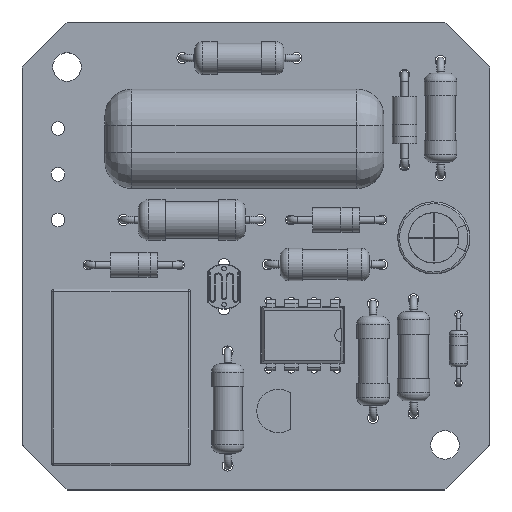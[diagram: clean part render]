
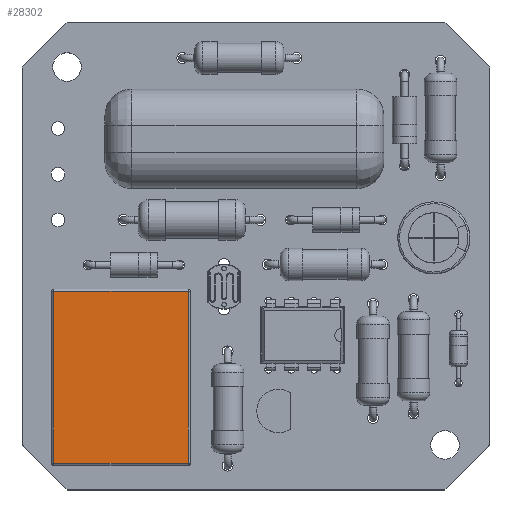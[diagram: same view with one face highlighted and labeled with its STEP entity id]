
A CAD part, top view. The second image highlights one B-rep face of the part: STEP entity #28302.
In plain terms, the highlighted planar face has unit normal (0, 0, 1).
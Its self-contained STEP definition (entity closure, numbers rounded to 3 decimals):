
#24475 = CYLINDRICAL_SURFACE('',#24476,0.25);
#24476 = AXIS2_PLACEMENT_3D('',#24477,#24478,#24479);
#24477 = CARTESIAN_POINT('',(-1.05,7.45,15.35));
#24478 = DIRECTION('',(1.,0.,0.));
#24479 = DIRECTION('',(0.,0.,1.));
#24629 = CYLINDRICAL_SURFACE('',#24630,0.25);
#24630 = AXIS2_PLACEMENT_3D('',#24631,#24632,#24633);
#24631 = CARTESIAN_POINT('',(18.05,7.45,15.35));
#24632 = DIRECTION('',(0.,-1.,0.));
#24633 = DIRECTION('',(0.,0.,1.));
#24983 = CYLINDRICAL_SURFACE('',#24984,0.25);
#24984 = AXIS2_PLACEMENT_3D('',#24985,#24986,#24987);
#24985 = CARTESIAN_POINT('',(-1.05,-7.45,15.35));
#24986 = DIRECTION('',(0.,1.,0.));
#24987 = DIRECTION('',(0.,0.,1.));
#25137 = CYLINDRICAL_SURFACE('',#25138,0.25);
#25138 = AXIS2_PLACEMENT_3D('',#25139,#25140,#25141);
#25139 = CARTESIAN_POINT('',(18.05,-7.45,15.35));
#25140 = DIRECTION('',(-1.,0.,0.));
#25141 = DIRECTION('',(0.,0.,1.));
#26199 = EDGE_CURVE('',#26200,#26202,#26204,.T.);
#26200 = VERTEX_POINT('',#26201);
#26201 = CARTESIAN_POINT('',(-1.05,7.45,15.6));
#26202 = VERTEX_POINT('',#26203);
#26203 = CARTESIAN_POINT('',(18.05,7.45,15.6));
#26204 = SURFACE_CURVE('',#26205,(#26209,#26216),.PCURVE_S1.);
#26205 = LINE('',#26206,#26207);
#26206 = CARTESIAN_POINT('',(-1.05,7.45,15.6));
#26207 = VECTOR('',#26208,1.);
#26208 = DIRECTION('',(1.,0.,0.));
#26209 = PCURVE('',#24475,#26210);
#26210 = DEFINITIONAL_REPRESENTATION('',(#26211),#26215);
#26211 = LINE('',#26212,#26213);
#26212 = CARTESIAN_POINT('',(6.283,0.));
#26213 = VECTOR('',#26214,1.);
#26214 = DIRECTION('',(0.,1.));
#26215 = ( GEOMETRIC_REPRESENTATION_CONTEXT(2) 
PARAMETRIC_REPRESENTATION_CONTEXT() REPRESENTATION_CONTEXT('2D SPACE',''
  ) );
#26216 = PCURVE('',#26217,#26222);
#26217 = PLANE('',#26218);
#26218 = AXIS2_PLACEMENT_3D('',#26219,#26220,#26221);
#26219 = CARTESIAN_POINT('',(8.5,0.,15.6));
#26220 = DIRECTION('',(0.,0.,-1.));
#26221 = DIRECTION('',(-1.,0.,0.));
#26222 = DEFINITIONAL_REPRESENTATION('',(#26223),#26227);
#26223 = LINE('',#26224,#26225);
#26224 = CARTESIAN_POINT('',(9.55,7.45));
#26225 = VECTOR('',#26226,1.);
#26226 = DIRECTION('',(-1.,0.));
#26227 = ( GEOMETRIC_REPRESENTATION_CONTEXT(2) 
PARAMETRIC_REPRESENTATION_CONTEXT() REPRESENTATION_CONTEXT('2D SPACE',''
  ) );
#26361 = EDGE_CURVE('',#26202,#26362,#26364,.T.);
#26362 = VERTEX_POINT('',#26363);
#26363 = CARTESIAN_POINT('',(18.05,-7.45,15.6));
#26364 = SURFACE_CURVE('',#26365,(#26369,#26376),.PCURVE_S1.);
#26365 = LINE('',#26366,#26367);
#26366 = CARTESIAN_POINT('',(18.05,7.45,15.6));
#26367 = VECTOR('',#26368,1.);
#26368 = DIRECTION('',(0.,-1.,0.));
#26369 = PCURVE('',#24629,#26370);
#26370 = DEFINITIONAL_REPRESENTATION('',(#26371),#26375);
#26371 = LINE('',#26372,#26373);
#26372 = CARTESIAN_POINT('',(6.283,0.));
#26373 = VECTOR('',#26374,1.);
#26374 = DIRECTION('',(0.,1.));
#26375 = ( GEOMETRIC_REPRESENTATION_CONTEXT(2) 
PARAMETRIC_REPRESENTATION_CONTEXT() REPRESENTATION_CONTEXT('2D SPACE',''
  ) );
#26376 = PCURVE('',#26217,#26377);
#26377 = DEFINITIONAL_REPRESENTATION('',(#26378),#26382);
#26378 = LINE('',#26379,#26380);
#26379 = CARTESIAN_POINT('',(-9.55,7.45));
#26380 = VECTOR('',#26381,1.);
#26381 = DIRECTION('',(0.,-1.));
#26382 = ( GEOMETRIC_REPRESENTATION_CONTEXT(2) 
PARAMETRIC_REPRESENTATION_CONTEXT() REPRESENTATION_CONTEXT('2D SPACE',''
  ) );
#26520 = EDGE_CURVE('',#26521,#26200,#26523,.T.);
#26521 = VERTEX_POINT('',#26522);
#26522 = CARTESIAN_POINT('',(-1.05,-7.45,15.6));
#26523 = SURFACE_CURVE('',#26524,(#26528,#26535),.PCURVE_S1.);
#26524 = LINE('',#26525,#26526);
#26525 = CARTESIAN_POINT('',(-1.05,-7.45,15.6));
#26526 = VECTOR('',#26527,1.);
#26527 = DIRECTION('',(0.,1.,0.));
#26528 = PCURVE('',#24983,#26529);
#26529 = DEFINITIONAL_REPRESENTATION('',(#26530),#26534);
#26530 = LINE('',#26531,#26532);
#26531 = CARTESIAN_POINT('',(6.283,0.));
#26532 = VECTOR('',#26533,1.);
#26533 = DIRECTION('',(0.,1.));
#26534 = ( GEOMETRIC_REPRESENTATION_CONTEXT(2) 
PARAMETRIC_REPRESENTATION_CONTEXT() REPRESENTATION_CONTEXT('2D SPACE',''
  ) );
#26535 = PCURVE('',#26217,#26536);
#26536 = DEFINITIONAL_REPRESENTATION('',(#26537),#26541);
#26537 = LINE('',#26538,#26539);
#26538 = CARTESIAN_POINT('',(9.55,-7.45));
#26539 = VECTOR('',#26540,1.);
#26540 = DIRECTION('',(0.,1.));
#26541 = ( GEOMETRIC_REPRESENTATION_CONTEXT(2) 
PARAMETRIC_REPRESENTATION_CONTEXT() REPRESENTATION_CONTEXT('2D SPACE',''
  ) );
#26679 = EDGE_CURVE('',#26362,#26521,#26680,.T.);
#26680 = SURFACE_CURVE('',#26681,(#26685,#26692),.PCURVE_S1.);
#26681 = LINE('',#26682,#26683);
#26682 = CARTESIAN_POINT('',(18.05,-7.45,15.6));
#26683 = VECTOR('',#26684,1.);
#26684 = DIRECTION('',(-1.,0.,0.));
#26685 = PCURVE('',#25137,#26686);
#26686 = DEFINITIONAL_REPRESENTATION('',(#26687),#26691);
#26687 = LINE('',#26688,#26689);
#26688 = CARTESIAN_POINT('',(6.283,0.));
#26689 = VECTOR('',#26690,1.);
#26690 = DIRECTION('',(0.,1.));
#26691 = ( GEOMETRIC_REPRESENTATION_CONTEXT(2) 
PARAMETRIC_REPRESENTATION_CONTEXT() REPRESENTATION_CONTEXT('2D SPACE',''
  ) );
#26692 = PCURVE('',#26217,#26693);
#26693 = DEFINITIONAL_REPRESENTATION('',(#26694),#26698);
#26694 = LINE('',#26695,#26696);
#26695 = CARTESIAN_POINT('',(-9.55,-7.45));
#26696 = VECTOR('',#26697,1.);
#26697 = DIRECTION('',(1.,0.));
#26698 = ( GEOMETRIC_REPRESENTATION_CONTEXT(2) 
PARAMETRIC_REPRESENTATION_CONTEXT() REPRESENTATION_CONTEXT('2D SPACE',''
  ) );
#28302 = ADVANCED_FACE('',(#28303),#26217,.F.);
#28303 = FACE_BOUND('',#28304,.F.);
#28304 = EDGE_LOOP('',(#28305,#28306,#28307,#28308));
#28305 = ORIENTED_EDGE('',*,*,#26199,.T.);
#28306 = ORIENTED_EDGE('',*,*,#26361,.T.);
#28307 = ORIENTED_EDGE('',*,*,#26679,.T.);
#28308 = ORIENTED_EDGE('',*,*,#26520,.T.);
